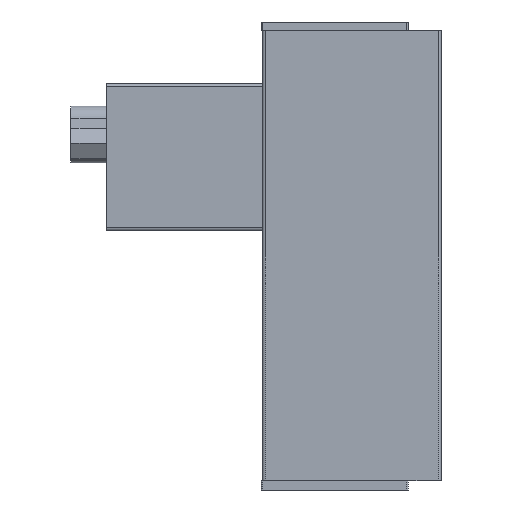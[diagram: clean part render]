
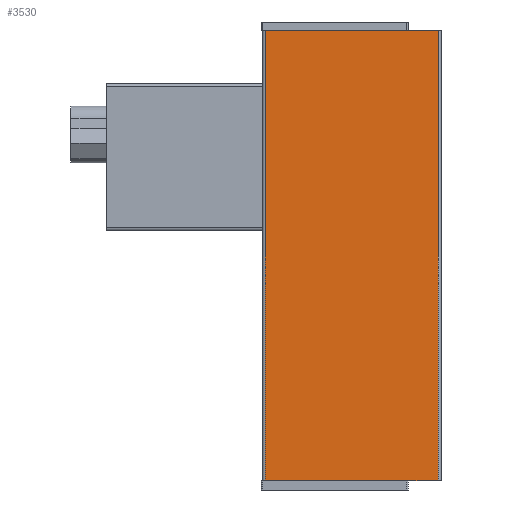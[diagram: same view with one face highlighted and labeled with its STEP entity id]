
A CAD part, left-side view. The second image highlights one B-rep face of the part: STEP entity #3530.
In plain terms, the highlighted planar face has unit normal (-1, 0, 0).
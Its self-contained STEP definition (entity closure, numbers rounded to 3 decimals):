
#285 = VECTOR ( 'NONE', #7324, 1000. ) ;
#386 = EDGE_CURVE ( 'NONE', #5259, #5234, #6302, .T. ) ;
#614 = PLANE ( 'NONE',  #2969 ) ;
#753 = DIRECTION ( 'NONE',  ( 0., -1., 0. ) ) ;
#876 = DIRECTION ( 'NONE',  ( 0., 0., -1. ) ) ;
#1192 = LINE ( 'NONE', #3873, #6109 ) ;
#1897 = CARTESIAN_POINT ( 'NONE',  ( 0., 29.3, 0. ) ) ;
#2475 = CARTESIAN_POINT ( 'NONE',  ( 0., 29.3, 0. ) ) ;
#2562 = LINE ( 'NONE', #2475, #285 ) ;
#2862 = CARTESIAN_POINT ( 'NONE',  ( 0., 29.3, -75. ) ) ;
#2931 = EDGE_CURVE ( 'NONE', #4866, #5259, #2562, .T. ) ;
#2950 = CARTESIAN_POINT ( 'NONE',  ( 0., 0.5, 0. ) ) ;
#2969 = AXIS2_PLACEMENT_3D ( 'NONE', #6008, #8663, #8013 ) ;
#2980 = CARTESIAN_POINT ( 'NONE',  ( 0., 0.5, -75. ) ) ;
#3530 = ADVANCED_FACE ( 'NONE', ( #4093 ), #614, .T. ) ;
#3597 = VERTEX_POINT ( 'NONE', #2862 ) ;
#3694 = CARTESIAN_POINT ( 'NONE',  ( 0., 0.5, -75. ) ) ;
#3873 = CARTESIAN_POINT ( 'NONE',  ( 0., 29.3, -75. ) ) ;
#4093 = FACE_OUTER_BOUND ( 'NONE', #6608, .T. ) ;
#4387 = ORIENTED_EDGE ( 'NONE', *, *, #5258, .T. ) ;
#4866 = VERTEX_POINT ( 'NONE', #1897 ) ;
#5234 = VERTEX_POINT ( 'NONE', #3694 ) ;
#5258 = EDGE_CURVE ( 'NONE', #4866, #3597, #6431, .T. ) ;
#5259 = VERTEX_POINT ( 'NONE', #2950 ) ;
#5335 = ORIENTED_EDGE ( 'NONE', *, *, #7056, .T. ) ;
#5593 = ORIENTED_EDGE ( 'NONE', *, *, #2931, .F. ) ;
#6008 = CARTESIAN_POINT ( 'NONE',  ( 0., 29.3, -75. ) ) ;
#6109 = VECTOR ( 'NONE', #753, 1000. ) ;
#6252 = ORIENTED_EDGE ( 'NONE', *, *, #386, .F. ) ;
#6302 = LINE ( 'NONE', #2980, #8672 ) ;
#6431 = LINE ( 'NONE', #7586, #7544 ) ;
#6608 = EDGE_LOOP ( 'NONE', ( #5335, #6252, #5593, #4387 ) ) ;
#7056 = EDGE_CURVE ( 'NONE', #3597, #5234, #1192, .T. ) ;
#7324 = DIRECTION ( 'NONE',  ( 0., -1., 0. ) ) ;
#7544 = VECTOR ( 'NONE', #7627, 1000. ) ;
#7586 = CARTESIAN_POINT ( 'NONE',  ( 0., 29.3, -75. ) ) ;
#7627 = DIRECTION ( 'NONE',  ( 0., 0., -1. ) ) ;
#8013 = DIRECTION ( 'NONE',  ( 0., 0., 1. ) ) ;
#8663 = DIRECTION ( 'NONE',  ( -1., 0., 0. ) ) ;
#8672 = VECTOR ( 'NONE', #876, 1000. ) ;
